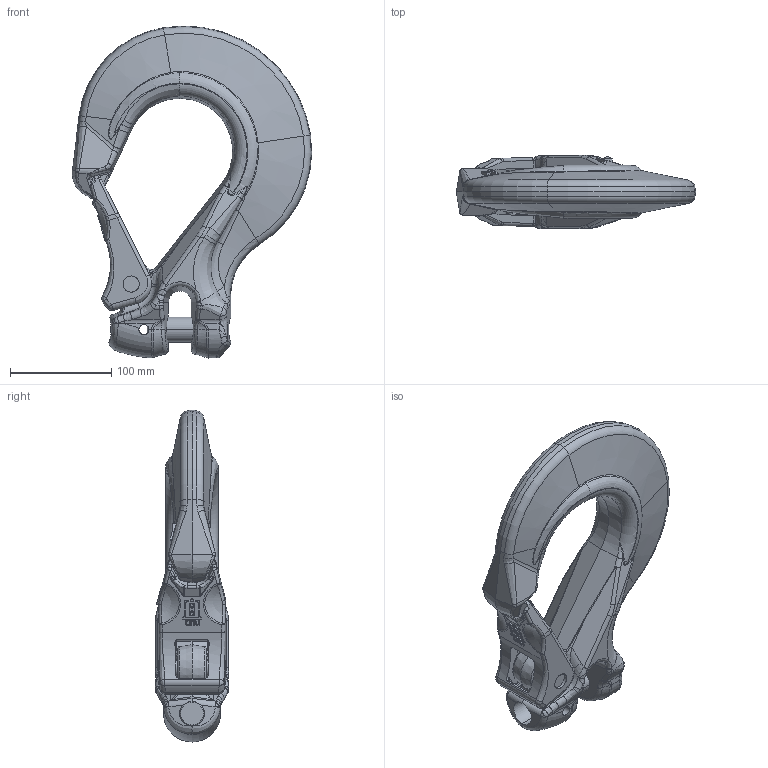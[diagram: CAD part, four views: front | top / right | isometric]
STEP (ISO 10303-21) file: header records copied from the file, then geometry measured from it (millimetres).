
FILE_DESCRIPTION((''),'2;1');
FILE_NAME('3VCGH20_ASM','2008-05-19T',('jakubetz'),('RAND'),'PRO/ENGINEER BY PARAMETRIC TECHNOLOGY CORPORATION, 2005030','PRO/ENGINEER BY PARAMETRIC TECHNOLOGY CORPORATION, 2005030','');
FILE_SCHEMA(('CONFIG_CONTROL_DESIGN'));
Length unit declared in the file: millimetre
Products named in the file (2): _3VCGH20; 3VCGH20_ASM
Assembly tree (1 placements, depth 2):
  3VCGH20_ASM
    _3VCGH20
Bounding box: 235.96 x 72 x 327.2 mm (x, y, z)
Volume: 1502248.8 mm3; surface area: 165460.5 mm2
Topology: 3 solids, 3 shells, 825 faces, 1991 edges, 1176 vertices
Faces by surface type: bspline 274, plane 251, cylinder 180, torus 58, cone 42, sphere 20
Entity records: 37887 total; most frequent: CARTESIAN_POINT 21191, ORIENTED_EDGE 3978, DIRECTION 2674, EDGE_CURVE 1989, VERTEX_POINT 1176, AXIS2_PLACEMENT_3D 930, EDGE_LOOP 845, FACE_OUTER_BOUND 825
